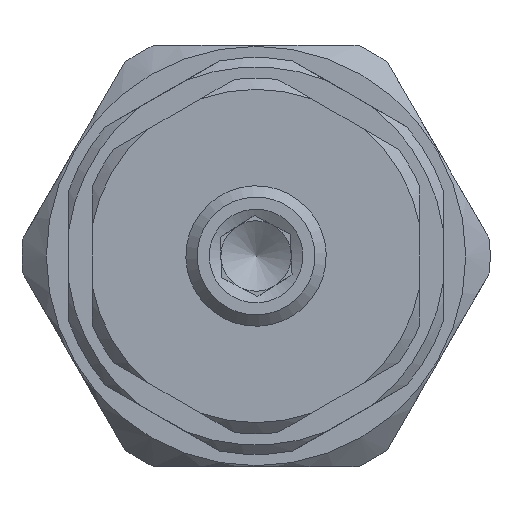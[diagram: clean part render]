
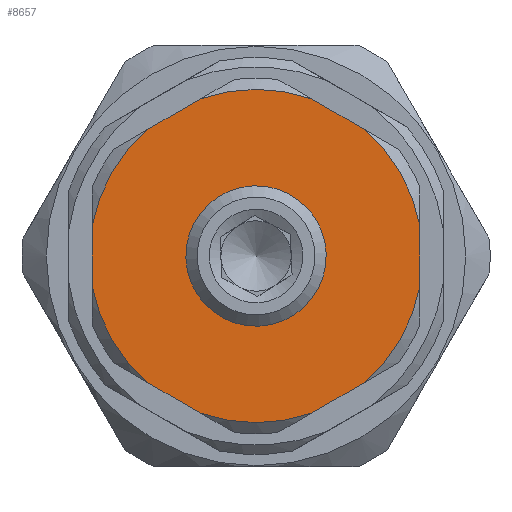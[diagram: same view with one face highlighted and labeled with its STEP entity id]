
A CAD part, left-side view. The second image highlights one B-rep face of the part: STEP entity #8657.
In plain terms, the highlighted planar face has unit normal (-1, 0, 0).
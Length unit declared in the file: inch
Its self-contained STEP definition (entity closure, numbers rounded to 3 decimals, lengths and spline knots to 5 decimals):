
#7841=CARTESIAN_POINT('',(-3.26,0.4375,0.08136));
#7842=VERTEX_POINT('',#7841);
#7910=CARTESIAN_POINT('',(-3.26,0.4375,-0.08136));
#7911=VERTEX_POINT('',#7910);
#7925=CARTESIAN_POINT('',(-3.26,0.4375,0.08136));
#7926=DIRECTION('',(0.0,0.0,-1.0));
#7927=VECTOR('',#7926,0.16271);
#7928=LINE('',#7925,#7927);
#7929=EDGE_CURVE('',#7842,#7911,#7928,.T.);
#7941=CARTESIAN_POINT('',(-3.26,-0.28921,0.33821));
#7942=VERTEX_POINT('',#7941);
#8010=CARTESIAN_POINT('',(-3.26,-0.14829,0.41956));
#8011=VERTEX_POINT('',#8010);
#8025=CARTESIAN_POINT('',(-3.26,-0.28921,0.33821));
#8026=DIRECTION('',(0.0,0.866,0.5));
#8027=VECTOR('',#8026,0.16271);
#8028=LINE('',#8025,#8027);
#8029=EDGE_CURVE('',#7942,#8011,#8028,.T.);
#8041=CARTESIAN_POINT('',(-3.26,-0.4375,-0.08136));
#8042=VERTEX_POINT('',#8041);
#8110=CARTESIAN_POINT('',(-3.26,-0.4375,0.08136));
#8111=VERTEX_POINT('',#8110);
#8125=CARTESIAN_POINT('',(-3.26,-0.4375,-0.08136));
#8126=DIRECTION('',(0.0,0.0,1.0));
#8127=VECTOR('',#8126,0.16271);
#8128=LINE('',#8125,#8127);
#8129=EDGE_CURVE('',#8042,#8111,#8128,.T.);
#8164=CARTESIAN_POINT('',(-3.26,0.14829,-0.41956));
#8165=VERTEX_POINT('',#8164);
#8179=CARTESIAN_POINT('',(-3.26,0.28921,-0.33821));
#8180=VERTEX_POINT('',#8179);
#8181=CARTESIAN_POINT('',(-3.26,0.28921,-0.33821));
#8182=DIRECTION('',(0.0,-0.866,-0.5));
#8183=VECTOR('',#8182,0.16271);
#8184=LINE('',#8181,#8183);
#8185=EDGE_CURVE('',#8180,#8165,#8184,.T.);
#8241=CARTESIAN_POINT('',(-3.26,0.14829,0.41956));
#8242=VERTEX_POINT('',#8241);
#8310=CARTESIAN_POINT('',(-3.26,0.28921,0.33821));
#8311=VERTEX_POINT('',#8310);
#8325=CARTESIAN_POINT('',(-3.26,0.14829,0.41956));
#8326=DIRECTION('',(0.0,0.866,-0.5));
#8327=VECTOR('',#8326,0.16271);
#8328=LINE('',#8325,#8327);
#8329=EDGE_CURVE('',#8242,#8311,#8328,.T.);
#8364=CARTESIAN_POINT('',(-3.26,-0.28921,-0.33821));
#8365=VERTEX_POINT('',#8364);
#8379=CARTESIAN_POINT('',(-3.26,-0.14829,-0.41956));
#8380=VERTEX_POINT('',#8379);
#8381=CARTESIAN_POINT('',(-3.26,-0.14829,-0.41956));
#8382=DIRECTION('',(0.0,-0.866,0.5));
#8383=VECTOR('',#8382,0.16271);
#8384=LINE('',#8381,#8383);
#8385=EDGE_CURVE('',#8380,#8365,#8384,.T.);
#8591=CARTESIAN_POINT('',(-3.26,0.26933,-0.1555));
#8592=DIRECTION('',(-1.0,0.0,0.0));
#8593=DIRECTION('',(0.0,0.5,0.866));
#8594=AXIS2_PLACEMENT_3D('',#8591,#8592,#8593);
#8595=PLANE('',#8594);
#8596=ORIENTED_EDGE('',*,*,#7929,.T.);
#8597=CARTESIAN_POINT('',(-3.26,0.,0.));
#8598=DIRECTION('',(1.0,0.0,0.0));
#8599=DIRECTION('',(0.0,0.866,-0.5));
#8600=AXIS2_PLACEMENT_3D('',#8597,#8598,#8599);
#8601=CIRCLE('',#8600,0.445);
#8602=EDGE_CURVE('',#8180,#7911,#8601,.T.);
#8603=ORIENTED_EDGE('',*,*,#8602,.F.);
#8604=ORIENTED_EDGE('',*,*,#8185,.T.);
#8605=CARTESIAN_POINT('',(-3.26,0.,0.));
#8606=DIRECTION('',(1.0,0.0,0.0));
#8607=DIRECTION('',(0.0,0.866,-0.5));
#8608=AXIS2_PLACEMENT_3D('',#8605,#8606,#8607);
#8609=CIRCLE('',#8608,0.445);
#8610=EDGE_CURVE('',#8380,#8165,#8609,.T.);
#8611=ORIENTED_EDGE('',*,*,#8610,.F.);
#8612=ORIENTED_EDGE('',*,*,#8385,.T.);
#8613=CARTESIAN_POINT('',(-3.26,0.,0.));
#8614=DIRECTION('',(1.0,0.0,0.0));
#8615=DIRECTION('',(0.0,0.866,-0.5));
#8616=AXIS2_PLACEMENT_3D('',#8613,#8614,#8615);
#8617=CIRCLE('',#8616,0.445);
#8618=EDGE_CURVE('',#8042,#8365,#8617,.T.);
#8619=ORIENTED_EDGE('',*,*,#8618,.F.);
#8620=ORIENTED_EDGE('',*,*,#8129,.T.);
#8621=CARTESIAN_POINT('',(-3.26,0.,0.));
#8622=DIRECTION('',(1.0,0.0,0.0));
#8623=DIRECTION('',(0.0,0.866,-0.5));
#8624=AXIS2_PLACEMENT_3D('',#8621,#8622,#8623);
#8625=CIRCLE('',#8624,0.445);
#8626=EDGE_CURVE('',#7942,#8111,#8625,.T.);
#8627=ORIENTED_EDGE('',*,*,#8626,.F.);
#8628=ORIENTED_EDGE('',*,*,#8029,.T.);
#8629=CARTESIAN_POINT('',(-3.26,0.,0.));
#8630=DIRECTION('',(1.0,0.0,0.0));
#8631=DIRECTION('',(0.0,0.866,-0.5));
#8632=AXIS2_PLACEMENT_3D('',#8629,#8630,#8631);
#8633=CIRCLE('',#8632,0.445);
#8634=EDGE_CURVE('',#8242,#8011,#8633,.T.);
#8635=ORIENTED_EDGE('',*,*,#8634,.F.);
#8636=ORIENTED_EDGE('',*,*,#8329,.T.);
#8637=CARTESIAN_POINT('',(-3.26,0.,0.));
#8638=DIRECTION('',(1.0,0.0,0.0));
#8639=DIRECTION('',(0.0,0.866,-0.5));
#8640=AXIS2_PLACEMENT_3D('',#8637,#8638,#8639);
#8641=CIRCLE('',#8640,0.445);
#8642=EDGE_CURVE('',#7842,#8311,#8641,.T.);
#8643=ORIENTED_EDGE('',*,*,#8642,.F.);
#8644=EDGE_LOOP('',(#8596,#8603,#8604,#8611,#8612,#8619,#8620,#8627,#8628,#8635,#8636,#8643));
#8645=FACE_OUTER_BOUND('',#8644,.T.);
#8646=CARTESIAN_POINT('',(-3.26,0.15329,-0.0885));
#8647=VERTEX_POINT('',#8646);
#8648=CARTESIAN_POINT('',(-3.26,0.,0.));
#8649=DIRECTION('',(1.0,0.0,0.0));
#8650=DIRECTION('',(0.0,0.866,-0.5));
#8651=AXIS2_PLACEMENT_3D('',#8648,#8649,#8650);
#8652=CIRCLE('',#8651,0.177);
#8653=EDGE_CURVE('',#8647,#8647,#8652,.T.);
#8654=ORIENTED_EDGE('',*,*,#8653,.T.);
#8655=EDGE_LOOP('',(#8654));
#8656=FACE_BOUND('',#8655,.T.);
#8657=ADVANCED_FACE('',(#8645,#8656),#8595,.T.);
